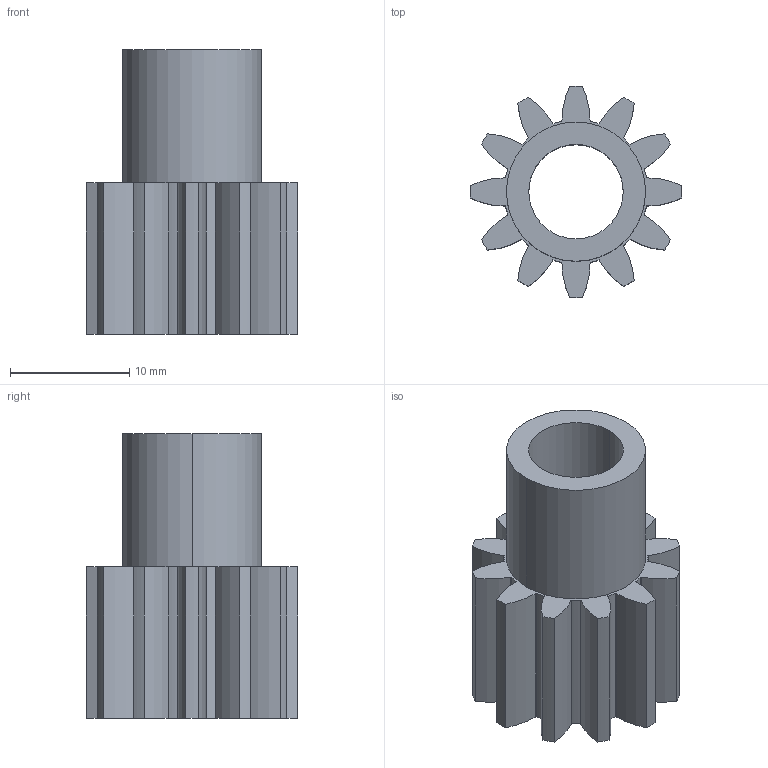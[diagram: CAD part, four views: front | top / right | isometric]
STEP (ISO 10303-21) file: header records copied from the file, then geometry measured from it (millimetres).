
FILE_DESCRIPTION((''),'2;1');
FILE_NAME('gss-2012.stp','2001-12-29T17:02:18',('Administrator'),(''),'Autodesk Inventor (tm) 3.0','Autodesk Inventor (tm) 3.0','');
FILE_SCHEMA(('CONFIG_CONTROL_DESIGN'));
Length unit declared in the file: inch
Products named in the file (1): gss-2012
Bounding box: 17.78 x 17.78 x 23.88 mm (x, y, z)
Volume: 2317.5 mm3; surface area: 2479.4 mm2
Topology: 1 solids, 1 shells, 79 faces, 228 edges, 152 vertices
Faces by surface type: cylinder 74, plane 3, bspline 2
Entity records: 2821 total; most frequent: DIRECTION 536, CARTESIAN_POINT 494, ORIENTED_EDGE 456, AXIS2_PLACEMENT_3D 230, EDGE_CURVE 228, VERTEX_POINT 152, CIRCLE 152, EDGE_LOOP 82
